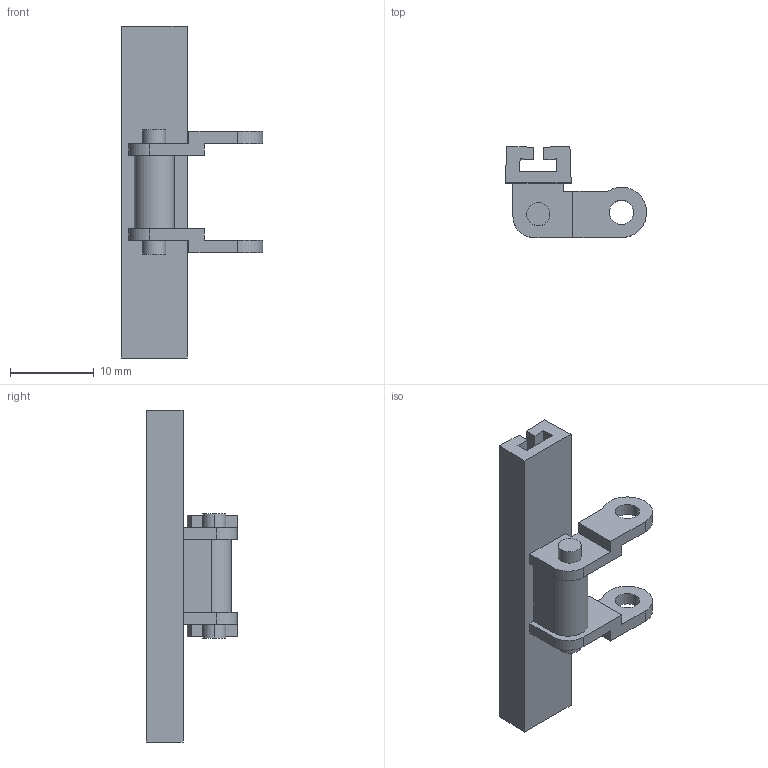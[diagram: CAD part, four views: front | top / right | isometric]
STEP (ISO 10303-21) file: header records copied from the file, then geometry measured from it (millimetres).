
FILE_DESCRIPTION (( 'STEP AP214' ), '1' );
FILE_NAME ('tetrix_736468_tt_link.step', '2017-10-17T01:28:06', ( '' ), ( '' ), 'SwSTEP 2.0', 'SolidWorks 2017', '' );
FILE_SCHEMA (( 'AUTOMOTIVE_DESIGN' ));
Length unit declared in the file: millimetre
Products named in the file (1): tetrix_736468_tt_link
Bounding box: 16.85 x 10.86 x 39.6 mm (x, y, z)
Volume: 1490.7 mm3; surface area: 2044 mm2
Topology: 1 solids, 1 shells, 61 faces, 168 edges, 112 vertices
Faces by surface type: plane 42, cylinder 19
Entity records: 2579 total; most frequent: CARTESIAN_POINT 390, ORIENTED_EDGE 336, DIRECTION 306, EDGE_CURVE 168, LINE 122, VECTOR 122, VERTEX_POINT 112, AXIS2_PLACEMENT_3D 92
